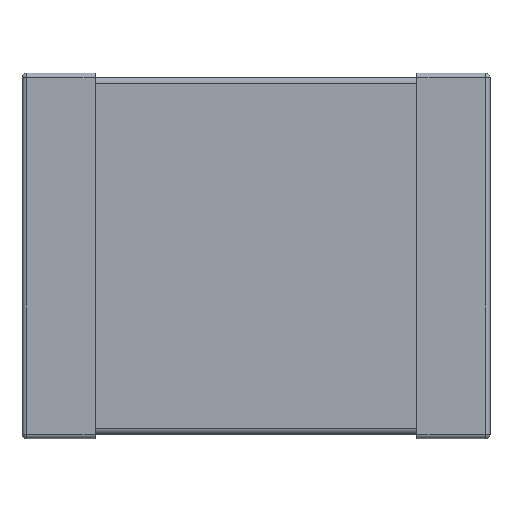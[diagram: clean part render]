
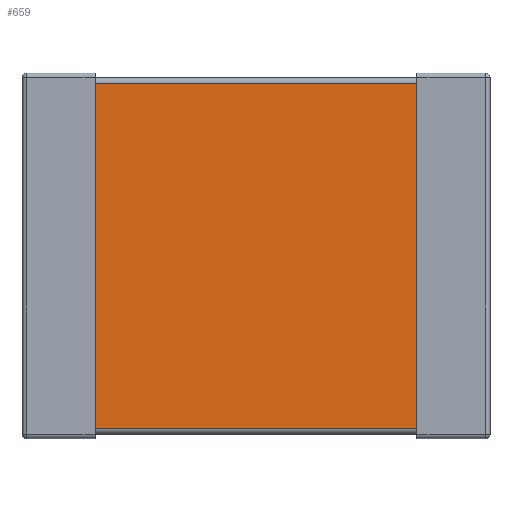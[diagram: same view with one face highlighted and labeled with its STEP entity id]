
A CAD part, top view. The second image highlights one B-rep face of the part: STEP entity #659.
In plain terms, the highlighted planar face has unit normal (0, 0, 1).
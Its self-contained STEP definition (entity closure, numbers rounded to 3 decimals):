
#31 = LINE ( 'NONE', #1033, #835 ) ;
#50 = DIRECTION ( 'NONE',  ( 0., 1., 0. ) ) ;
#140 = EDGE_CURVE ( 'NONE', #1097, #1315, #1582, .T. ) ;
#175 = DIRECTION ( 'NONE',  ( 1., 0., 0. ) ) ;
#193 = CARTESIAN_POINT ( 'NONE',  ( 1.1, -1.18, 0.92 ) ) ;
#257 = DIRECTION ( 'NONE',  ( 0., 0., 1. ) ) ;
#264 = DIRECTION ( 'NONE',  ( 0., -1., 0. ) ) ;
#393 = DIRECTION ( 'NONE',  ( 1., 0., 0. ) ) ;
#429 = ORIENTED_EDGE ( 'NONE', *, *, #1046, .T. ) ;
#443 = ORIENTED_EDGE ( 'NONE', *, *, #140, .T. ) ;
#457 = EDGE_LOOP ( 'NONE', ( #429, #1517, #443, #865 ) ) ;
#471 = CARTESIAN_POINT ( 'NONE',  ( 1.1, 1.22, 0.92 ) ) ;
#492 = VECTOR ( 'NONE', #264, 1000. ) ;
#495 = LINE ( 'NONE', #471, #1528 ) ;
#627 = EDGE_CURVE ( 'NONE', #1315, #1549, #808, .T. ) ;
#656 = CARTESIAN_POINT ( 'NONE',  ( 1.1, -1.18, 0.92 ) ) ;
#659 = ADVANCED_FACE ( 'NONE', ( #1800 ), #1658, .T. ) ;
#700 = CARTESIAN_POINT ( 'NONE',  ( -1.1, 1.22, 0.92 ) ) ;
#768 = DIRECTION ( 'NONE',  ( -1., 0., 0. ) ) ;
#808 = LINE ( 'NONE', #193, #884 ) ;
#835 = VECTOR ( 'NONE', #768, 1000. ) ;
#865 = ORIENTED_EDGE ( 'NONE', *, *, #627, .T. ) ;
#884 = VECTOR ( 'NONE', #175, 1000. ) ;
#939 = VERTEX_POINT ( 'NONE', #1729 ) ;
#1033 = CARTESIAN_POINT ( 'NONE',  ( -1.1, 1.18, 0.92 ) ) ;
#1046 = EDGE_CURVE ( 'NONE', #1549, #939, #495, .T. ) ;
#1097 = VERTEX_POINT ( 'NONE', #1700 ) ;
#1133 = AXIS2_PLACEMENT_3D ( 'NONE', #1706, #257, #393 ) ;
#1173 = CARTESIAN_POINT ( 'NONE',  ( -1.1, -1.18, 0.92 ) ) ;
#1315 = VERTEX_POINT ( 'NONE', #1173 ) ;
#1517 = ORIENTED_EDGE ( 'NONE', *, *, #1618, .T. ) ;
#1528 = VECTOR ( 'NONE', #50, 1000. ) ;
#1549 = VERTEX_POINT ( 'NONE', #656 ) ;
#1582 = LINE ( 'NONE', #700, #492 ) ;
#1618 = EDGE_CURVE ( 'NONE', #939, #1097, #31, .T. ) ;
#1658 = PLANE ( 'NONE',  #1133 ) ;
#1700 = CARTESIAN_POINT ( 'NONE',  ( -1.1, 1.18, 0.92 ) ) ;
#1706 = CARTESIAN_POINT ( 'NONE',  ( 1.1, -1.22, 0.92 ) ) ;
#1729 = CARTESIAN_POINT ( 'NONE',  ( 1.1, 1.18, 0.92 ) ) ;
#1800 = FACE_OUTER_BOUND ( 'NONE', #457, .T. ) ;
